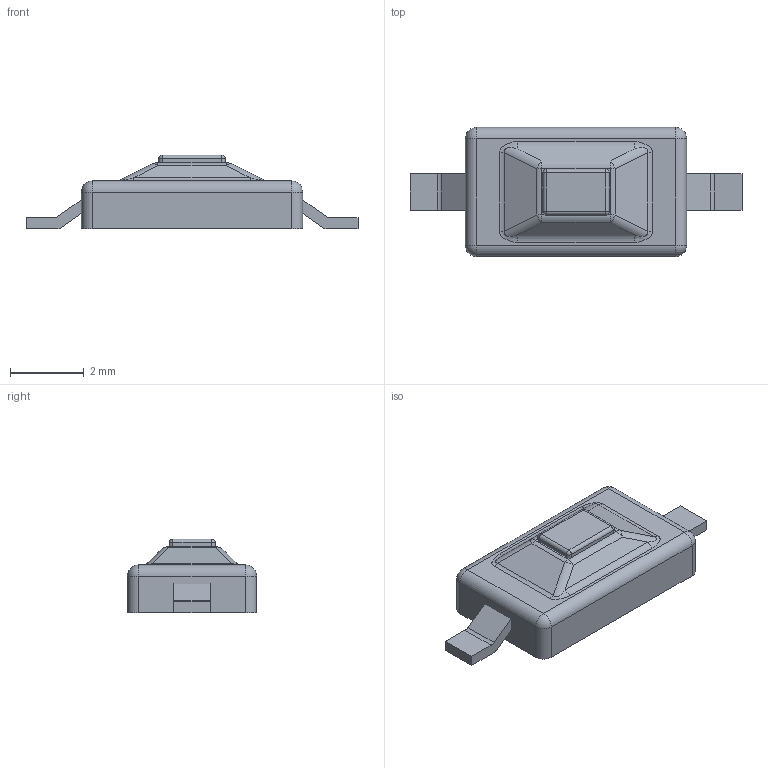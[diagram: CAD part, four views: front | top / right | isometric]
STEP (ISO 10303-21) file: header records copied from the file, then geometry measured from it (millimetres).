
FILE_DESCRIPTION(('FreeCAD Model'),'2;1');
FILE_NAME('SW_SPST_FSMSM.step', '2017-01-03T11:50:54',('DiegoLale'),('Lalebots'), 'Open CASCADE STEP processor 6.8','FreeCAD','Unknown');
FILE_SCHEMA(('AUTOMOTIVE_DESIGN_CC2 { 1 2 10303 214 -1 1 5 4 }'));
Length unit declared in the file: millimetre
Products named in the file (4): ASSEMBLY; pines; cuerpo; boton
Assembly tree (3 placements, depth 2):
  ASSEMBLY
    pines
    cuerpo
    boton
Bounding box: 9 x 3.5 x 2 mm (x, y, z)
Volume: 37.2 mm3; surface area: 105.9 mm2
Topology: 3 solids, 3 shells, 79 faces, 184 edges, 100 vertices
Faces by surface type: cylinder 32, plane 31, sphere 12, bspline 4
Entity records: 3176 total; most frequent: CARTESIAN_POINT 874, PCURVE 340, ORIENTED_EDGE 254, LINE 234, DEFINITIONAL_REPRESENTATION 198, EDGE_CURVE 172, SURFACE_CURVE 170, AXIS2_PLACEMENT_3D 125
